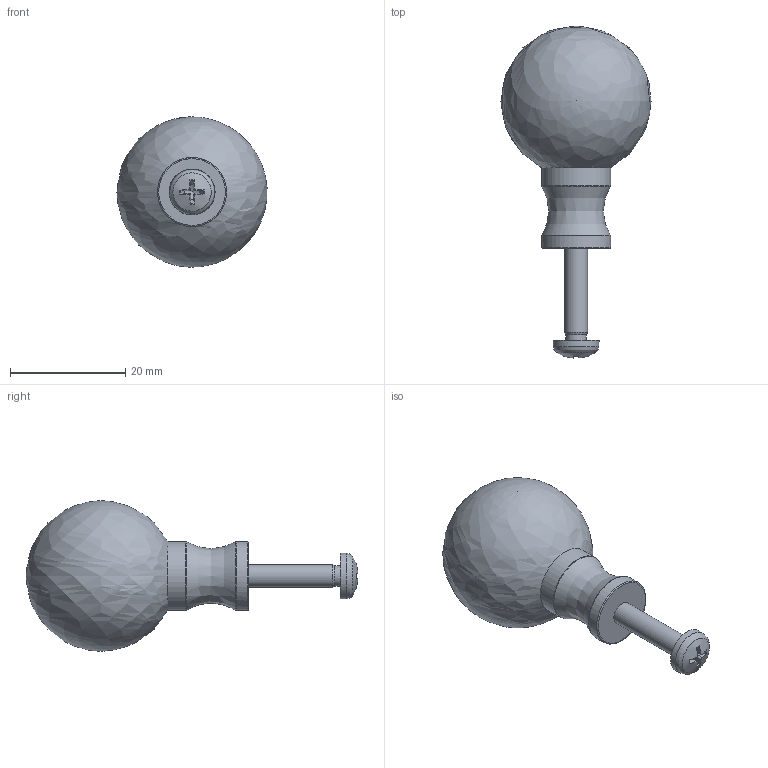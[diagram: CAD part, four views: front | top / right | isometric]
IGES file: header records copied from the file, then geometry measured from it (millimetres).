
Global section: file name: P786-B; native system: Autodesk Inventor 2018; preprocessor: unknown; author: ashami; date: 20180814.150828; units: millimetre
Bounding box: 26.09 x 57.72 x 26.11 mm (x, y, z)
Volume: 10948.8 mm3; surface area: 3606 mm2
Topology: 2 solids, 2 shells, 41 faces, 120 edges, 83 vertices
Faces by surface type: bspline 41
